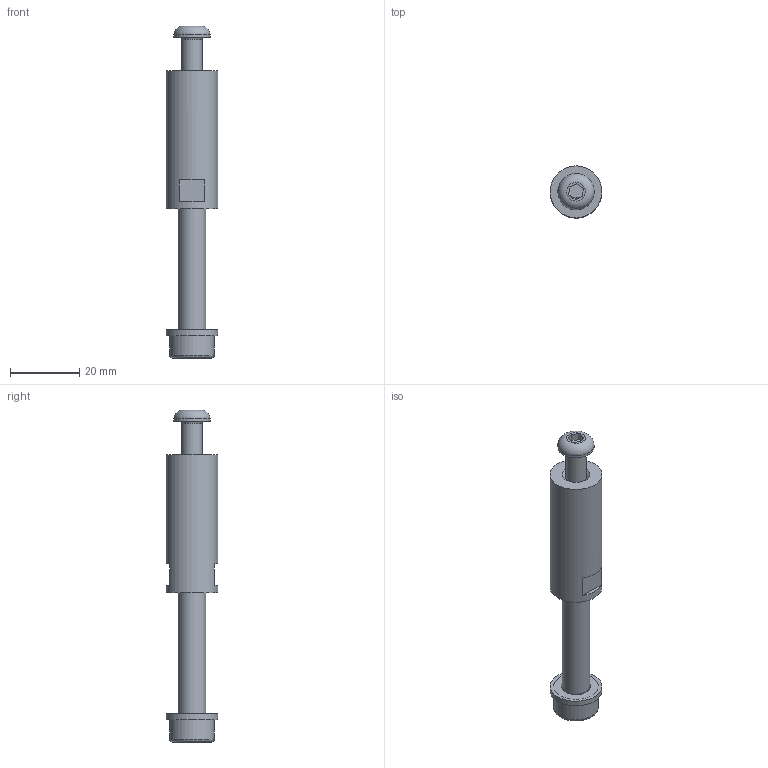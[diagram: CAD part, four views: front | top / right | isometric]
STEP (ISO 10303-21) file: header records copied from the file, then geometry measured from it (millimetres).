
FILE_DESCRIPTION(/* description */ ('-'),/* implementation_level */ '2;1');
FILE_NAME(/* name */ '43dbb022-1ece-4abe-8091-2994c25e3c51.stp',/* time_stamp */ '2021-07-08T11:33:19+02:00',/* author */ ('-'),/* organization */ ('Carl Stahl'),/* preprocessor_version */ 'ST-DEVELOPER v18',/* originating_system */ 'Autodesk Inventor 2020',/* authorisation */ '-');
FILE_SCHEMA (('AUTOMOTIVE_DESIGN { 1 0 10303 214 3 1 1 }'));
Length unit declared in the file: millimetre
Products named in the file (6): CX3-33040-EFx; CX3-33040; CX3-33040_1; ISO 7380-1 - M6 X 25; ISO 7092 - ST 8 - 140 HV; DIN 912 - M8 x 50
Assembly tree (5 placements, depth 3):
  CX3-33040-EFx
    CX3-33040
      CX3-33040_1
      ISO 7380-1 - M6 X 25
    ISO 7092 - ST 8 - 140 HV
    DIN 912 - M8 x 50
Bounding box: 15 x 15 x 96 mm (x, y, z)
Volume: 9989.2 mm3; surface area: 6063.8 mm2
Topology: 4 solids, 4 shells, 47 faces, 115 edges, 81 vertices
Faces by surface type: plane 29, cylinder 9, cone 5, torus 4
Full cylindrical faces by diameter (mm): 6 x2, 8 x2, 8.4 x1, 10.5 x1, 13 x1, 15 x2
Entity records: 1644 total; most frequent: CARTESIAN_POINT 280, DIRECTION 268, ORIENTED_EDGE 226, EDGE_CURVE 113, AXIS2_PLACEMENT_3D 111, VERTEX_POINT 81, EDGE_LOOP 58, CIRCLE 53
